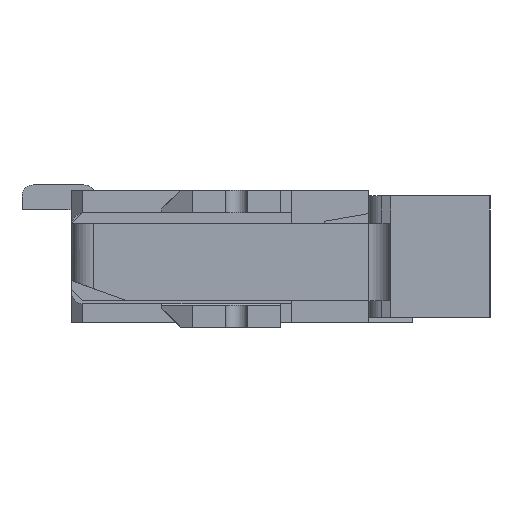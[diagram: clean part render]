
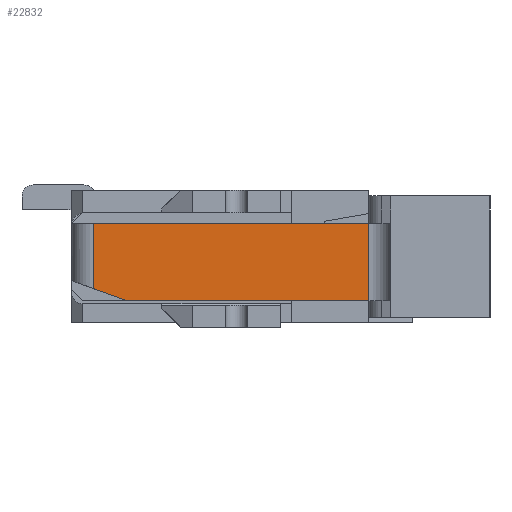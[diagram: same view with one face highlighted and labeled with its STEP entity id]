
A CAD part, left-side view. The second image highlights one B-rep face of the part: STEP entity #22832.
In plain terms, the highlighted planar face has unit normal (-1, 0, 0).
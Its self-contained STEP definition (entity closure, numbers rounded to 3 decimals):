
#6476=ORIENTED_EDGE('',*,*,#10338,.F.);
#6477=ORIENTED_EDGE('',*,*,#10348,.T.);
#6478=ORIENTED_EDGE('',*,*,#10349,.T.);
#6479=ORIENTED_EDGE('',*,*,#10347,.T.);
#6480=ORIENTED_EDGE('',*,*,#10350,.T.);
#10338=EDGE_CURVE('',#12701,#12702,#15622,.T.);
#10347=EDGE_CURVE('',#12705,#12707,#15629,.T.);
#10348=EDGE_CURVE('',#12701,#12708,#15630,.F.);
#10349=EDGE_CURVE('',#12708,#12705,#15631,.T.);
#10350=EDGE_CURVE('',#12707,#12702,#15632,.T.);
#12701=VERTEX_POINT('',#36163);
#12702=VERTEX_POINT('',#36165);
#12705=VERTEX_POINT('',#36176);
#12707=VERTEX_POINT('',#36180);
#12708=VERTEX_POINT('',#36184);
#15622=LINE('',#36164,#18594);
#15629=LINE('',#36181,#18601);
#15630=LINE('',#36183,#18602);
#15631=LINE('',#36185,#18603);
#15632=LINE('',#36186,#18604);
#18594=VECTOR('',#29489,1000.);
#18601=VECTOR('',#29504,1000.);
#18602=VECTOR('',#29507,1000.);
#18603=VECTOR('',#29508,1000.);
#18604=VECTOR('',#29509,1000.);
#19835=EDGE_LOOP('',(#6476,#6477,#6478,#6479,#6480));
#20901=FACE_BOUND('',#19835,.T.);
#21829=PLANE('',#24236);
#22832=ADVANCED_FACE('',(#20901),#21829,.F.);
#24236=AXIS2_PLACEMENT_3D('',#36182,#29505,#29506);
#29489=DIRECTION('',(0.,1.,0.));
#29504=DIRECTION('',(0.,1.,0.));
#29505=DIRECTION('',(1.,0.,0.));
#29506=DIRECTION('',(0.,0.,-1.));
#29507=DIRECTION('',(0.,0.,-1.));
#29508=DIRECTION('',(0.,0.94,0.342));
#29509=DIRECTION('',(0.,0.,-1.));
#36163=CARTESIAN_POINT('',(-9.9,-3.15,-0.3));
#36164=CARTESIAN_POINT('',(-9.9,-3.35,-0.3));
#36165=CARTESIAN_POINT('',(-9.9,-0.65,-0.3));
#36176=CARTESIAN_POINT('',(-9.9,-2.85,0.4));
#36180=CARTESIAN_POINT('',(-9.9,-0.65,0.4));
#36181=CARTESIAN_POINT('',(-9.9,-3.35,0.4));
#36182=CARTESIAN_POINT('',(-9.9,-3.35,0.4));
#36183=CARTESIAN_POINT('',(-9.9,-3.15,0.218));
#36184=CARTESIAN_POINT('',(-9.9,-3.15,0.291));
#36185=CARTESIAN_POINT('',(-9.9,-3.35,0.218));
#36186=CARTESIAN_POINT('',(-9.9,-0.65,0.4));
